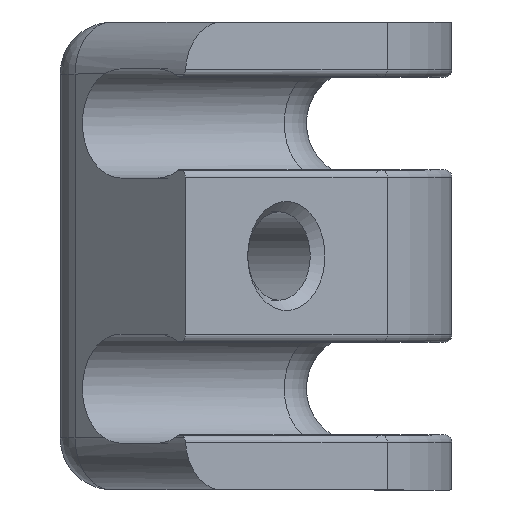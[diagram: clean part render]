
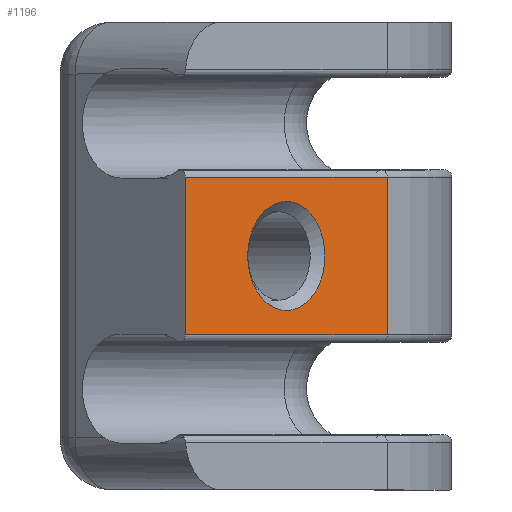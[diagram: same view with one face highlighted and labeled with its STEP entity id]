
A CAD part, left-side view. The second image highlights one B-rep face of the part: STEP entity #1196.
In plain terms, the highlighted planar face has unit normal (-0.707, -0.707, 0).
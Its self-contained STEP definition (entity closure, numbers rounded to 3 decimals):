
#43=FACE_BOUND('',#209,.T.);
#131=FACE_OUTER_BOUND('',#208,.T.);
#208=EDGE_LOOP('',(#1035,#1036,#1037,#1038));
#209=EDGE_LOOP('',(#1039));
#305=CIRCLE('',#1355,2.1);
#374=LINE('',#2041,#457);
#390=LINE('',#2130,#473);
#391=LINE('',#2132,#474);
#392=LINE('',#2133,#475);
#457=VECTOR('',#1613,10.);
#473=VECTOR('',#1717,10.);
#474=VECTOR('',#1718,10.);
#475=VECTOR('',#1719,10.);
#566=VERTEX_POINT('',#2038);
#567=VERTEX_POINT('',#2040);
#585=VERTEX_POINT('',#2123);
#586=VERTEX_POINT('',#2129);
#587=VERTEX_POINT('',#2131);
#703=EDGE_CURVE('',#566,#567,#374,.T.);
#742=EDGE_CURVE('',#585,#585,#305,.T.);
#744=EDGE_CURVE('',#566,#586,#390,.T.);
#745=EDGE_CURVE('',#587,#586,#391,.T.);
#746=EDGE_CURVE('',#567,#587,#392,.T.);
#1035=ORIENTED_EDGE('',*,*,#703,.F.);
#1036=ORIENTED_EDGE('',*,*,#744,.T.);
#1037=ORIENTED_EDGE('',*,*,#745,.F.);
#1038=ORIENTED_EDGE('',*,*,#746,.F.);
#1039=ORIENTED_EDGE('',*,*,#742,.F.);
#1139=PLANE('',#1357);
#1196=ADVANCED_FACE('',(#131,#43),#1139,.T.);
#1355=AXIS2_PLACEMENT_3D('',#2125,#1710,#1711);
#1357=AXIS2_PLACEMENT_3D('',#2128,#1715,#1716);
#1613=DIRECTION('',(0.,0.,1.));
#1710=DIRECTION('center_axis',(-0.707,-0.707,0.));
#1711=DIRECTION('ref_axis',(-0.707,0.707,0.));
#1715=DIRECTION('center_axis',(-0.707,-0.707,0.));
#1716=DIRECTION('ref_axis',(0.,0.,
-1.));
#1717=DIRECTION('',(0.707,-0.707,0.));
#1718=DIRECTION('',(0.,0.,-1.));
#1719=DIRECTION('',(0.707,-0.707,0.));
#2038=CARTESIAN_POINT('',(-166.747,15.253,-3.022));
#2040=CARTESIAN_POINT('',(-166.747,15.253,3.022));
#2041=CARTESIAN_POINT('',(-166.747,15.253,-9.));
#2123=CARTESIAN_POINT('',(-161.379,9.885,0.));
#2125=CARTESIAN_POINT('Origin',(-162.864,11.37,0.));
#2128=CARTESIAN_POINT('Origin',(-166.747,15.253,3.022));
#2129=CARTESIAN_POINT('',(-158.984,7.49,-3.022));
#2130=CARTESIAN_POINT('',(-166.747,15.253,-3.022));
#2131=CARTESIAN_POINT('',(-158.984,7.49,3.022));
#2132=CARTESIAN_POINT('',(-158.984,7.49,-9.));
#2133=CARTESIAN_POINT('',(-166.747,15.253,3.022));
